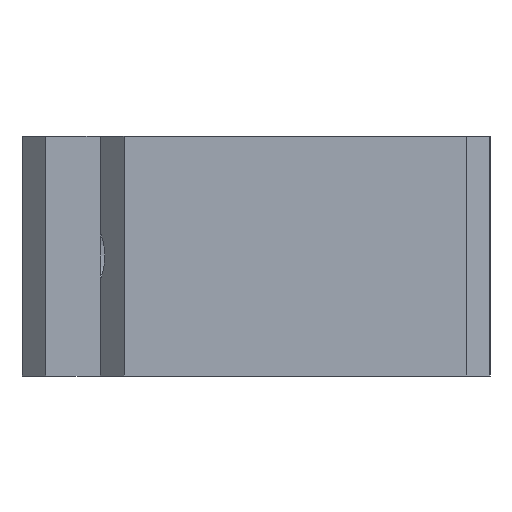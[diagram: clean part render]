
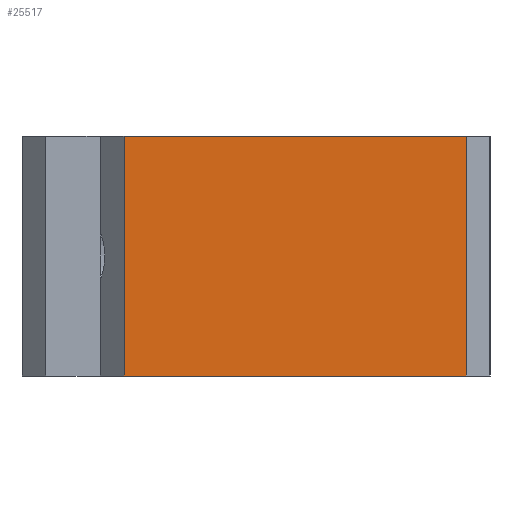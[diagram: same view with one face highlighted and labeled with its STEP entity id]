
A CAD part, left-side view. The second image highlights one B-rep face of the part: STEP entity #25517.
In plain terms, the highlighted planar face has unit normal (-1, 0, 0).
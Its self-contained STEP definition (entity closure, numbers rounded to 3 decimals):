
#862 = LINE ( 'NONE', #13620, #9464 ) ;
#1901 = FACE_OUTER_BOUND ( 'NONE', #8718, .T. ) ;
#1977 = CARTESIAN_POINT ( 'NONE',  ( 4.022, 7.78, 10. ) ) ;
#4914 = DIRECTION ( 'NONE',  ( 0., 1., 0. ) ) ;
#5419 = DIRECTION ( 'NONE',  ( 1., 0., 0. ) ) ;
#7102 = DIRECTION ( 'NONE',  ( 0., 0., -1. ) ) ;
#7647 = VERTEX_POINT ( 'NONE', #16958 ) ;
#8315 = ORIENTED_EDGE ( 'NONE', *, *, #26237, .F. ) ;
#8718 = EDGE_LOOP ( 'NONE', ( #27698, #20079, #28387, #8315 ) ) ;
#8774 = VERTEX_POINT ( 'NONE', #27331 ) ;
#8878 = VECTOR ( 'NONE', #27556, 1000. ) ;
#9137 = LINE ( 'NONE', #11129, #19786 ) ;
#9464 = VECTOR ( 'NONE', #4914, 1000. ) ;
#11129 = CARTESIAN_POINT ( 'NONE',  ( 4.022, 18.78, 0. ) ) ;
#13530 = AXIS2_PLACEMENT_3D ( 'NONE', #21043, #5419, #16486 ) ;
#13620 = CARTESIAN_POINT ( 'NONE',  ( 4.022, 7.78, -10. ) ) ;
#13691 = LINE ( 'NONE', #16622, #8878 ) ;
#14330 = PLANE ( 'NONE',  #13530 ) ;
#14824 = EDGE_CURVE ( 'NONE', #8774, #7647, #17963, .T. ) ;
#15317 = DIRECTION ( 'NONE',  ( 0., 1., 0. ) ) ;
#15913 = VECTOR ( 'NONE', #15317, 1000. ) ;
#16486 = DIRECTION ( 'NONE',  ( 0., 0., -1. ) ) ;
#16622 = CARTESIAN_POINT ( 'NONE',  ( 4.022, -9.72, 0. ) ) ;
#16958 = CARTESIAN_POINT ( 'NONE',  ( 4.022, 18.78, 10. ) ) ;
#17963 = LINE ( 'NONE', #1977, #15913 ) ;
#18508 = EDGE_CURVE ( 'NONE', #19697, #8774, #13691, .T. ) ;
#19326 = CARTESIAN_POINT ( 'NONE',  ( 4.022, -9.72, -10. ) ) ;
#19697 = VERTEX_POINT ( 'NONE', #19326 ) ;
#19786 = VECTOR ( 'NONE', #7102, 1000. ) ;
#20079 = ORIENTED_EDGE ( 'NONE', *, *, #14824, .T. ) ;
#21043 = CARTESIAN_POINT ( 'NONE',  ( 4.022, -9.72, 10. ) ) ;
#22767 = CARTESIAN_POINT ( 'NONE',  ( 4.022, 18.78, -10. ) ) ;
#23840 = VERTEX_POINT ( 'NONE', #22767 ) ;
#24755 = EDGE_CURVE ( 'NONE', #7647, #23840, #9137, .T. ) ;
#25517 = ADVANCED_FACE ( 'NONE', ( #1901 ), #14330, .F. ) ;
#26237 = EDGE_CURVE ( 'NONE', #19697, #23840, #862, .T. ) ;
#27331 = CARTESIAN_POINT ( 'NONE',  ( 4.022, -9.72, 10. ) ) ;
#27556 = DIRECTION ( 'NONE',  ( 0., 0., 1. ) ) ;
#27698 = ORIENTED_EDGE ( 'NONE', *, *, #18508, .T. ) ;
#28387 = ORIENTED_EDGE ( 'NONE', *, *, #24755, .T. ) ;
